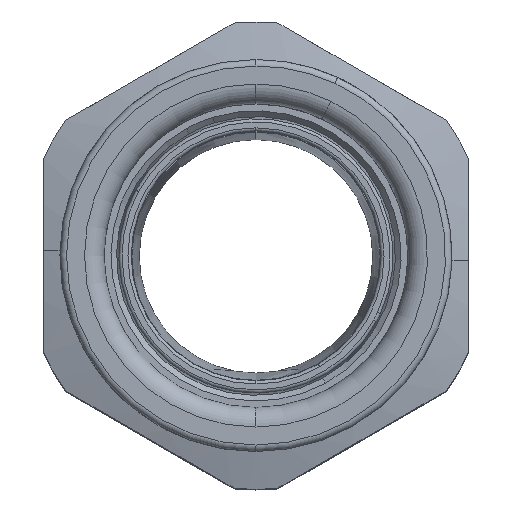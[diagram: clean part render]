
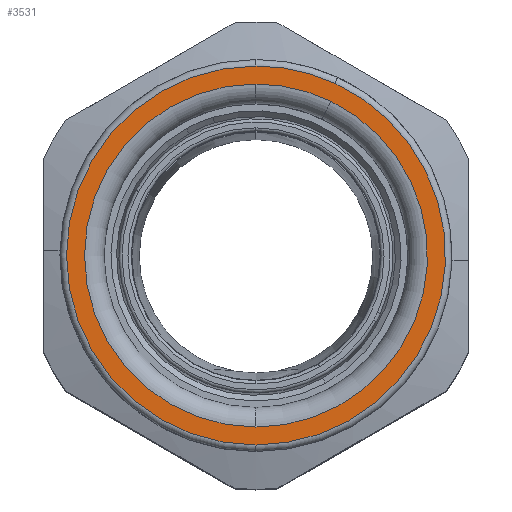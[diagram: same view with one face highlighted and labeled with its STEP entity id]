
A CAD part, top view. The second image highlights one B-rep face of the part: STEP entity #3531.
In plain terms, the highlighted planar face has unit normal (0, 0, 1).
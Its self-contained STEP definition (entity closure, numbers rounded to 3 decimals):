
#3385=AXIS2_PLACEMENT_3D('Circle Axis2P3D',#3383,#3384,$) ;
#3402=AXIS2_PLACEMENT_3D('Circle Axis2P3D',#3400,#3401,$) ;
#3426=AXIS2_PLACEMENT_3D('Circle Axis2P3D',#3424,#3425,$) ;
#3498=AXIS2_PLACEMENT_3D('Plane Axis2P3D',#3495,#3496,#3497) ;
#3507=AXIS2_PLACEMENT_3D('Circle Axis2P3D',#3505,#3506,$) ;
#3516=AXIS2_PLACEMENT_3D('Circle Axis2P3D',#3514,#3515,$) ;
#3523=AXIS2_PLACEMENT_3D('Circle Axis2P3D',#3521,#3522,$) ;
#3373=CARTESIAN_POINT('Vertex',(44.577,62.115,93.35)) ;
#3380=CARTESIAN_POINT('Vertex',(32.5,64.75,93.35)) ;
#3383=CARTESIAN_POINT('Axis2P3D Location',(32.5,35.75,93.35)) ;
#3400=CARTESIAN_POINT('Axis2P3D Location',(32.5,35.75,93.35)) ;
#3404=CARTESIAN_POINT('Vertex',(32.5,6.75,93.35)) ;
#3424=CARTESIAN_POINT('Axis2P3D Location',(32.5,35.75,93.35)) ;
#3495=CARTESIAN_POINT('Axis2P3D Location',(32.5,35.75,93.35)) ;
#3505=CARTESIAN_POINT('Axis2P3D Location',(32.5,35.75,93.35)) ;
#3509=CARTESIAN_POINT('Vertex',(43.958,59.367,93.35)) ;
#3511=CARTESIAN_POINT('Vertex',(32.5,62.,93.35)) ;
#3514=CARTESIAN_POINT('Axis2P3D Location',(32.5,35.75,93.35)) ;
#3518=CARTESIAN_POINT('Vertex',(32.5,9.5,93.35)) ;
#3521=CARTESIAN_POINT('Axis2P3D Location',(32.5,35.75,93.35)) ;
#3384=DIRECTION('Axis2P3D Direction',(0.,0.,1.)) ;
#3401=DIRECTION('Axis2P3D Direction',(0.,0.,1.)) ;
#3425=DIRECTION('Axis2P3D Direction',(0.,0.,1.)) ;
#3496=DIRECTION('Axis2P3D Direction',(0.,0.,1.)) ;
#3497=DIRECTION('Axis2P3D XDirection',(0.,1.,0.)) ;
#3506=DIRECTION('Axis2P3D Direction',(0.,0.,1.)) ;
#3515=DIRECTION('Axis2P3D Direction',(0.,0.,1.)) ;
#3522=DIRECTION('Axis2P3D Direction',(0.,0.,1.)) ;
#3501=ORIENTED_EDGE('',*,*,#3428,.T.) ;
#3502=ORIENTED_EDGE('',*,*,#3406,.T.) ;
#3503=ORIENTED_EDGE('',*,*,#3387,.T.) ;
#3527=ORIENTED_EDGE('',*,*,#3513,.F.) ;
#3528=ORIENTED_EDGE('',*,*,#3520,.F.) ;
#3529=ORIENTED_EDGE('',*,*,#3525,.F.) ;
#3530=FACE_BOUND('',#3526,.T.) ;
#3531=ADVANCED_FACE('PartBody',(#3504,#3530),#3499,.T.) ;
#3386=CIRCLE('generated circle',#3385,29.) ;
#3403=CIRCLE('generated circle',#3402,29.) ;
#3427=CIRCLE('generated circle',#3426,29.) ;
#3508=CIRCLE('generated circle',#3507,26.25) ;
#3517=CIRCLE('generated circle',#3516,26.25) ;
#3524=CIRCLE('generated circle',#3523,26.25) ;
#3387=EDGE_CURVE('',#3374,#3381,#3386,.T.) ;
#3406=EDGE_CURVE('',#3405,#3374,#3403,.T.) ;
#3428=EDGE_CURVE('',#3381,#3405,#3427,.T.) ;
#3513=EDGE_CURVE('',#3510,#3512,#3508,.T.) ;
#3520=EDGE_CURVE('',#3519,#3510,#3517,.T.) ;
#3525=EDGE_CURVE('',#3512,#3519,#3524,.T.) ;
#3500=EDGE_LOOP('',(#3501,#3502,#3503)) ;
#3526=EDGE_LOOP('',(#3527,#3528,#3529)) ;
#3504=FACE_OUTER_BOUND('',#3500,.T.) ;
#3499=PLANE('',#3498) ;
#3374=VERTEX_POINT('',#3373) ;
#3381=VERTEX_POINT('',#3380) ;
#3405=VERTEX_POINT('',#3404) ;
#3510=VERTEX_POINT('',#3509) ;
#3512=VERTEX_POINT('',#3511) ;
#3519=VERTEX_POINT('',#3518) ;
